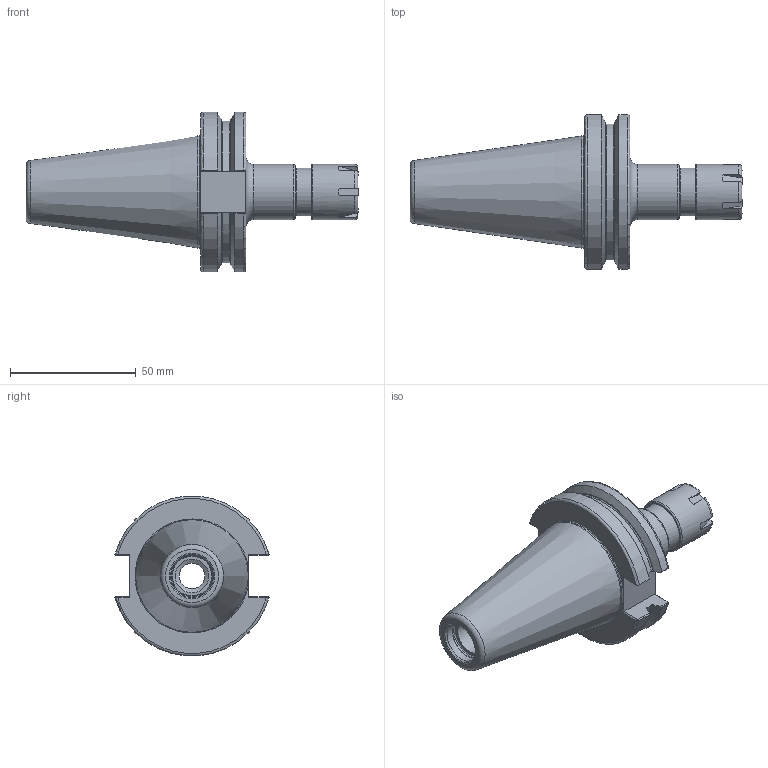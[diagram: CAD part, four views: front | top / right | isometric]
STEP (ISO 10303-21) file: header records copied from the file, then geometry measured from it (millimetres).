
FILE_DESCRIPTION(/* description */ (''),/* implementation_level */ '2;1');
FILE_NAME(/* name */ 'DCAT40-SX10M-0250-D.stp',/* time_stamp */ '2019-07-31T12:17:22-05:00',/* author */ ('ldfli'),/* organization */ ('Pioneer N.A.'),/* preprocessor_version */ 'ST-DEVELOPER v18',/* originating_system */ 'Autodesk Inventor LT',/* authorisation */ '');
FILE_SCHEMA (('AUTOMOTIVE_DESIGN { 1 0 10303 214 3 1 1 }'));
Length unit declared in the file: millimetre
Products named in the file (1): DCAT40-SX10M-0250
Bounding box: 131.75 x 61.14 x 63.31 mm (x, y, z)
Volume: 115976.8 mm3; surface area: 26156.2 mm2
Topology: 2 solids, 2 shells, 131 faces, 371 edges, 252 vertices
Faces by surface type: plane 58, torus 26, cylinder 20, bspline 16, cone 11
Full cylindrical faces by diameter (mm): 10 x1, 10.106 x1, 12.54 x1, 12.8 x1, 13.386 x1, 14.81 x1, 16.28 x1, 16.78 x1, 18 x1, 19 x1, 19.4 x1, 22 x2, 44.45 x1
Entity records: 5159 total; most frequent: CARTESIAN_POINT 1735, ORIENTED_EDGE 742, DIRECTION 689, EDGE_CURVE 371, AXIS2_PLACEMENT_3D 270, VERTEX_POINT 252, LINE 149, VECTOR 149
